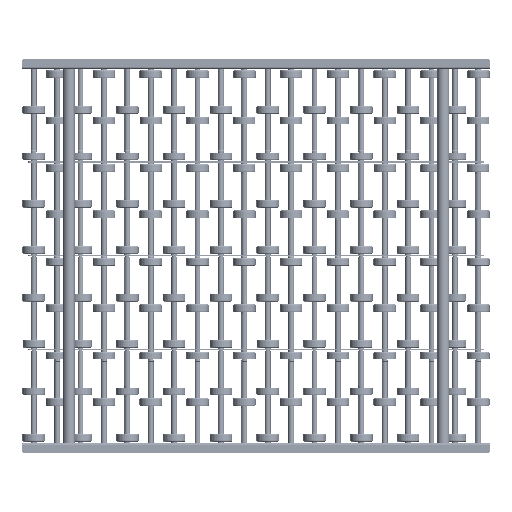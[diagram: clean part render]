
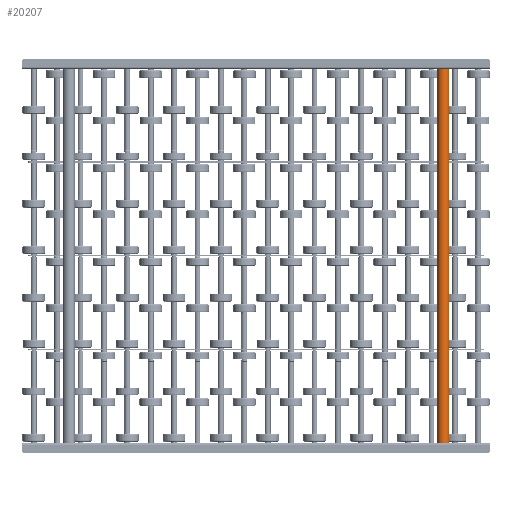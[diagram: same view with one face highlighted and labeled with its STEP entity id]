
A CAD part, front view. The second image highlights one B-rep face of the part: STEP entity #20207.
In plain terms, the highlighted cylindrical face has radius 12.5 mm (diameter 25 mm), a partial arc.
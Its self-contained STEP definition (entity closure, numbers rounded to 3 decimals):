
#344 = CARTESIAN_POINT ( 'NONE',  ( 800., 0., -12.5 ) ) ;
#509 = VERTEX_POINT ( 'NONE', #15403 ) ;
#1438 = DIRECTION ( 'NONE',  ( 1., 0., 0. ) ) ;
#3199 = CIRCLE ( 'NONE', #6236, 12.5 ) ;
#3622 = ORIENTED_EDGE ( 'NONE', *, *, #6138, .T. ) ;
#4241 = LINE ( 'NONE', #18730, #19578 ) ;
#5248 = FACE_OUTER_BOUND ( 'NONE', #10331, .T. ) ;
#5760 = ORIENTED_EDGE ( 'NONE', *, *, #11021, .T. ) ;
#5939 = LINE ( 'NONE', #344, #18753 ) ;
#6138 = EDGE_CURVE ( 'NONE', #13838, #509, #4241, .T. ) ;
#6236 = AXIS2_PLACEMENT_3D ( 'NONE', #21284, #1438, #12194 ) ;
#6346 = VERTEX_POINT ( 'NONE', #12483 ) ;
#7317 = CARTESIAN_POINT ( 'NONE',  ( 1., 0., -12.5 ) ) ;
#8348 = CARTESIAN_POINT ( 'NONE',  ( 800., 0., 0. ) ) ;
#8475 = DIRECTION ( 'NONE',  ( -1., 0., 0. ) ) ;
#9070 = AXIS2_PLACEMENT_3D ( 'NONE', #23089, #8475, #17710 ) ;
#10331 = EDGE_LOOP ( 'NONE', ( #18398, #5760, #3622, #22926 ) ) ;
#11021 = EDGE_CURVE ( 'NONE', #6346, #13838, #19409, .T. ) ;
#11626 = EDGE_CURVE ( 'NONE', #6346, #19533, #5939, .T. ) ;
#11773 = DIRECTION ( 'NONE',  ( -1., 0., 0. ) ) ;
#12194 = DIRECTION ( 'NONE',  ( 0., 0., -1. ) ) ;
#12483 = CARTESIAN_POINT ( 'NONE',  ( 799., 0., -12.5 ) ) ;
#13838 = VERTEX_POINT ( 'NONE', #23059 ) ;
#13871 = CYLINDRICAL_SURFACE ( 'NONE', #14271, 12.5 ) ;
#13992 = DIRECTION ( 'NONE',  ( 0., 0., 1. ) ) ;
#14271 = AXIS2_PLACEMENT_3D ( 'NONE', #8348, #22947, #13992 ) ;
#15403 = CARTESIAN_POINT ( 'NONE',  ( 1., 0., 12.5 ) ) ;
#16930 = DIRECTION ( 'NONE',  ( -1., 0., 0. ) ) ;
#17710 = DIRECTION ( 'NONE',  ( 0., 0., -1. ) ) ;
#18398 = ORIENTED_EDGE ( 'NONE', *, *, #11626, .F. ) ;
#18730 = CARTESIAN_POINT ( 'NONE',  ( 800., 0., 12.5 ) ) ;
#18753 = VECTOR ( 'NONE', #11773, 1000. ) ;
#19409 = CIRCLE ( 'NONE', #9070, 12.5 ) ;
#19533 = VERTEX_POINT ( 'NONE', #7317 ) ;
#19578 = VECTOR ( 'NONE', #16930, 1000. ) ;
#20207 = ADVANCED_FACE ( 'NONE', ( #5248 ), #13871, .T. ) ;
#20221 = EDGE_CURVE ( 'NONE', #509, #19533, #3199, .T. ) ;
#21284 = CARTESIAN_POINT ( 'NONE',  ( 1., 0., 0. ) ) ;
#22926 = ORIENTED_EDGE ( 'NONE', *, *, #20221, .T. ) ;
#22947 = DIRECTION ( 'NONE',  ( -1., 0., 0. ) ) ;
#23059 = CARTESIAN_POINT ( 'NONE',  ( 799., 0., 12.5 ) ) ;
#23089 = CARTESIAN_POINT ( 'NONE',  ( 799., 0., 0. ) ) ;
